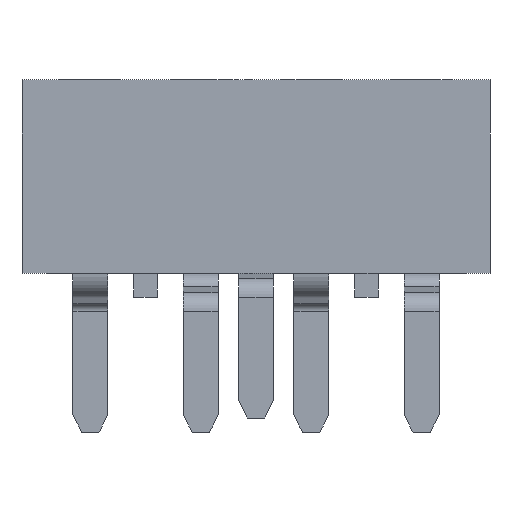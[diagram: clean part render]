
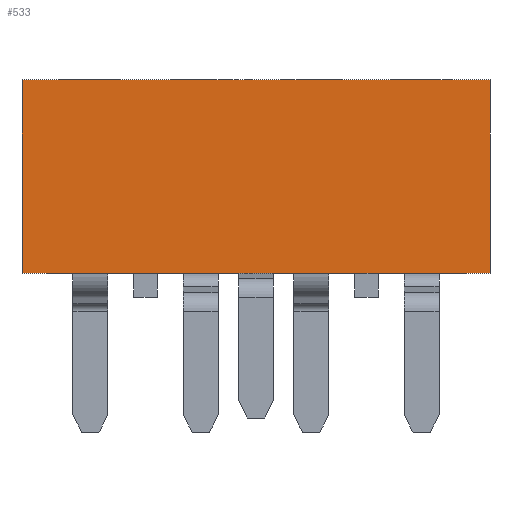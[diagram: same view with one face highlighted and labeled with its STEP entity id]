
A CAD part, front view. The second image highlights one B-rep face of the part: STEP entity #533.
In plain terms, the highlighted planar face has unit normal (0, -1, 0).
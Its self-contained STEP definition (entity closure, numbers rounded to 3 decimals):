
#533 = ADVANCED_FACE( '', ( #1084 ), #1085, .F. );
#1084 = FACE_OUTER_BOUND( '', #1672, .T. );
#1085 = PLANE( '', #1673 );
#1672 = EDGE_LOOP( '', ( #3220, #3221, #3222, #3223 ) );
#1673 = AXIS2_PLACEMENT_3D( '', #3224, #3225, #3226 );
#3220 = ORIENTED_EDGE( '', *, *, #3653, .F. );
#3221 = ORIENTED_EDGE( '', *, *, #3838, .F. );
#3222 = ORIENTED_EDGE( '', *, *, #3673, .F. );
#3223 = ORIENTED_EDGE( '', *, *, #3765, .F. );
#3224 = CARTESIAN_POINT( '', ( 0., -1.27, 0. ) );
#3225 = DIRECTION( '', ( 0., 1., 0. ) );
#3226 = DIRECTION( '', ( 0., 0., 1. ) );
#3653 = EDGE_CURVE( '', #4488, #4490, #4491, .T. );
#3673 = EDGE_CURVE( '', #4517, #4519, #4520, .T. );
#3765 = EDGE_CURVE( '', #4490, #4517, #4649, .T. );
#3838 = EDGE_CURVE( '', #4519, #4488, #4735, .T. );
#4488 = VERTEX_POINT( '', #5766 );
#4490 = VERTEX_POINT( '', #5769 );
#4491 = LINE( '', #5770, #5771 );
#4517 = VERTEX_POINT( '', #5809 );
#4519 = VERTEX_POINT( '', #5812 );
#4520 = LINE( '', #5813, #5814 );
#4649 = LINE( '', #6050, #6051 );
#4735 = LINE( '', #6187, #6188 );
#5766 = CARTESIAN_POINT( '', ( -5.38, -1.27, -2.225 ) );
#5769 = CARTESIAN_POINT( '', ( -5.38, -1.27, 2.225 ) );
#5770 = CARTESIAN_POINT( '', ( -5.38, -1.27, -2.225 ) );
#5771 = VECTOR( '', #6689, 1000. );
#5809 = CARTESIAN_POINT( '', ( 5.38, -1.27, 2.225 ) );
#5812 = CARTESIAN_POINT( '', ( 5.38, -1.27, -2.225 ) );
#5813 = CARTESIAN_POINT( '', ( 5.38, -1.27, 2.225 ) );
#5814 = VECTOR( '', #6703, 1000. );
#6050 = CARTESIAN_POINT( '', ( -5.38, -1.27, 2.225 ) );
#6051 = VECTOR( '', #6790, 1000. );
#6187 = CARTESIAN_POINT( '', ( 5.38, -1.27, -2.225 ) );
#6188 = VECTOR( '', #6847, 1000. );
#6689 = DIRECTION( '', ( 0., 0., 1. ) );
#6703 = DIRECTION( '', ( 0., 0., -1. ) );
#6790 = DIRECTION( '', ( 1., 0., 0. ) );
#6847 = DIRECTION( '', ( -1., 0., 0. ) );
